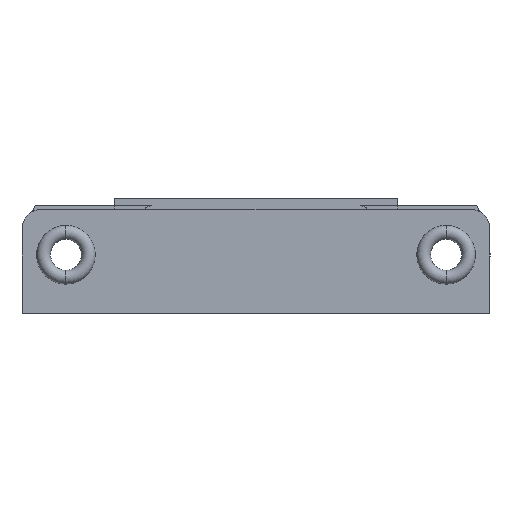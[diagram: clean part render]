
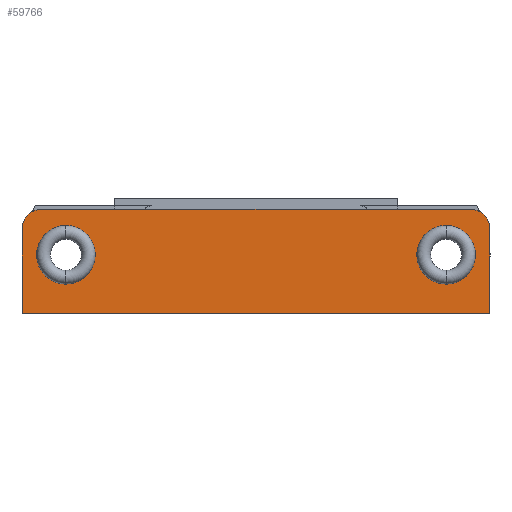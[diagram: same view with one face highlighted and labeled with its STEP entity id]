
A CAD part, front view. The second image highlights one B-rep face of the part: STEP entity #59766.
In plain terms, the highlighted planar face has unit normal (0, -1, 0).
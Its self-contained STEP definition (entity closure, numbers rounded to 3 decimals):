
#436=DIRECTION('',(1.,0.,0.));
#437=VECTOR('',#436,48.);
#438=CARTESIAN_POINT('',(-24.,-0.7,-6.04));
#439=LINE('',#438,#437);
#440=DIRECTION('',(0.,0.,-1.));
#441=VECTOR('',#440,8.664);
#442=CARTESIAN_POINT('',(-24.,-0.7,2.624));
#443=LINE('',#442,#441);
#444=CARTESIAN_POINT('',(-22.,-0.7,2.624));
#445=DIRECTION('',(0.,-1.,0.));
#446=DIRECTION('',(0.,0.,1.));
#447=AXIS2_PLACEMENT_3D('',#444,#445,#446);
#449=DIRECTION('',(-1.,0.,0.));
#450=VECTOR('',#449,44.);
#451=CARTESIAN_POINT('',(22.,-0.7,4.624));
#452=LINE('',#451,#450);
#453=CARTESIAN_POINT('',(22.,-0.7,2.624));
#454=DIRECTION('',(0.,-1.,0.));
#455=DIRECTION('',(1.,0.,0.));
#456=AXIS2_PLACEMENT_3D('',#453,#454,#455);
#458=DIRECTION('',(0.,0.,1.));
#459=VECTOR('',#458,8.664);
#460=CARTESIAN_POINT('',(24.,-0.7,-6.04));
#461=LINE('',#460,#459);
#462=CARTESIAN_POINT('',(-19.5,-0.7,-0.04));
#463=DIRECTION('',(0.,-1.,0.));
#464=DIRECTION('',(0.,0.,-1.));
#465=AXIS2_PLACEMENT_3D('',#462,#463,#464);
#467=CARTESIAN_POINT('',(-19.5,-0.7,-0.04));
#468=DIRECTION('',(0.,-1.,0.));
#469=DIRECTION('',(0.,0.,1.));
#470=AXIS2_PLACEMENT_3D('',#467,#468,#469);
#472=CARTESIAN_POINT('',(19.5,-0.7,-0.04));
#473=DIRECTION('',(0.,-1.,0.));
#474=DIRECTION('',(0.,0.,-1.));
#475=AXIS2_PLACEMENT_3D('',#472,#473,#474);
#477=CARTESIAN_POINT('',(19.5,-0.7,-0.04));
#478=DIRECTION('',(0.,-1.,0.));
#479=DIRECTION('',(0.,0.,1.));
#480=AXIS2_PLACEMENT_3D('',#477,#478,#479);
#59047=CARTESIAN_POINT('',(-24.,-0.7,-6.04));
#59048=CARTESIAN_POINT('',(24.,-0.7,-6.04));
#59049=VERTEX_POINT('',#59047);
#59050=VERTEX_POINT('',#59048);
#59051=CARTESIAN_POINT('',(24.,-0.7,2.624));
#59052=VERTEX_POINT('',#59051);
#59053=CARTESIAN_POINT('',(22.,-0.7,4.624));
#59054=VERTEX_POINT('',#59053);
#59055=CARTESIAN_POINT('',(-22.,-0.7,4.624));
#59056=VERTEX_POINT('',#59055);
#59057=CARTESIAN_POINT('',(-24.,-0.7,2.624));
#59058=VERTEX_POINT('',#59057);
#59183=CARTESIAN_POINT('',(-19.5,-0.7,-3.046));
#59184=CARTESIAN_POINT('',(-19.5,-0.7,2.966));
#59185=VERTEX_POINT('',#59183);
#59186=VERTEX_POINT('',#59184);
#59203=CARTESIAN_POINT('',(19.5,-0.7,-3.046));
#59204=CARTESIAN_POINT('',(19.5,-0.7,2.966));
#59205=VERTEX_POINT('',#59203);
#59206=VERTEX_POINT('',#59204);
#59738=CARTESIAN_POINT('',(0.,-0.7,-6.04));
#59739=DIRECTION('',(0.,-1.,0.));
#59740=DIRECTION('',(1.,0.,0.));
#59741=AXIS2_PLACEMENT_3D('',#59738,#59739,#59740);
#59742=PLANE('',#59741);
#59744=ORIENTED_EDGE('',*,*,#59743,.F.);
#59745=ORIENTED_EDGE('',*,*,#59229,.F.);
#59747=ORIENTED_EDGE('',*,*,#59746,.F.);
#59749=ORIENTED_EDGE('',*,*,#59748,.F.);
#59750=ORIENTED_EDGE('',*,*,#59548,.F.);
#59752=ORIENTED_EDGE('',*,*,#59751,.F.);
#59753=EDGE_LOOP('',(#59744,#59745,#59747,#59749,#59750,#59752));
#59754=FACE_OUTER_BOUND('',#59753,.F.);
#59756=ORIENTED_EDGE('',*,*,#59755,.T.);
#59758=ORIENTED_EDGE('',*,*,#59757,.T.);
#59759=EDGE_LOOP('',(#59756,#59758));
#59760=FACE_BOUND('',#59759,.F.);
#59762=ORIENTED_EDGE('',*,*,#59761,.T.);
#59763=ORIENTED_EDGE('',*,*,#59726,.T.);
#59764=EDGE_LOOP('',(#59762,#59763));
#59765=FACE_BOUND('',#59764,.F.);
#59766=ADVANCED_FACE('',(#59754,#59760,#59765),#59742,.T.);
#448=CIRCLE('',#447,2.);
#457=CIRCLE('',#456,2.);
#466=CIRCLE('',#465,3.006);
#471=CIRCLE('',#470,3.006);
#476=CIRCLE('',#475,3.006);
#481=CIRCLE('',#480,3.006);
#59229=EDGE_CURVE('',#59058,#59049,#443,.T.);
#59548=EDGE_CURVE('',#59052,#59054,#457,.T.);
#59726=EDGE_CURVE('',#59206,#59205,#481,.T.);
#59743=EDGE_CURVE('',#59049,#59050,#439,.T.);
#59746=EDGE_CURVE('',#59056,#59058,#448,.T.);
#59748=EDGE_CURVE('',#59054,#59056,#452,.T.);
#59751=EDGE_CURVE('',#59050,#59052,#461,.T.);
#59755=EDGE_CURVE('',#59185,#59186,#466,.T.);
#59757=EDGE_CURVE('',#59186,#59185,#471,.T.);
#59761=EDGE_CURVE('',#59205,#59206,#476,.T.);
